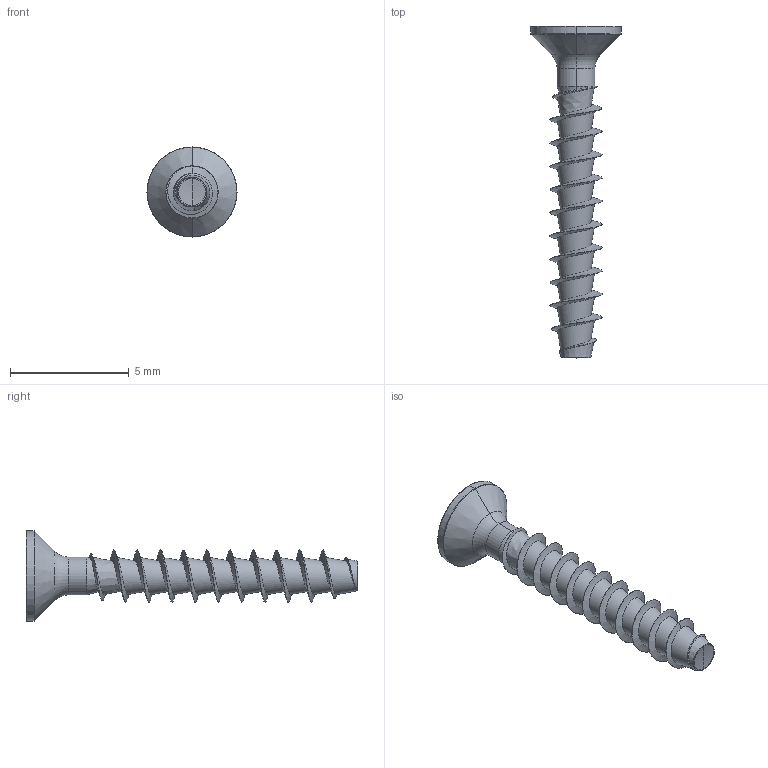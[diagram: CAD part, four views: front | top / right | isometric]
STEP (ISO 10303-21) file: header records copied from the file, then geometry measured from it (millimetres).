
FILE_DESCRIPTION (( 'STEP AP203' ), '1' );
FILE_NAME ('STP23A0220140.STEP', '2020-01-28T16:02:21', ( '' ), ( '' ), 'SwSTEP 2.0', 'SolidWorks 2015', '' );
FILE_SCHEMA (( 'CONFIG_CONTROL_DESIGN' ));
Length unit declared in the file: millimetre
Products named in the file (2): STP23A0220140
Bounding box: 3.8 x 14 x 3.8 mm (x, y, z)
Volume: 32.1 mm3; surface area: 131.9 mm2
Topology: 1 solids, 1 shells, 180 faces, 419 edges, 241 vertices
Faces by surface type: bspline 68, cylinder 46, plane 30, sphere 18, cone 12, torus 6
Entity records: 17600 total; most frequent: CARTESIAN_POINT 13966, ORIENTED_EDGE 834, DIRECTION 620, EDGE_CURVE 417, AXIS2_PLACEMENT_3D 253, VERTEX_POINT 241, EDGE_LOOP 182, FACE_OUTER_BOUND 180
